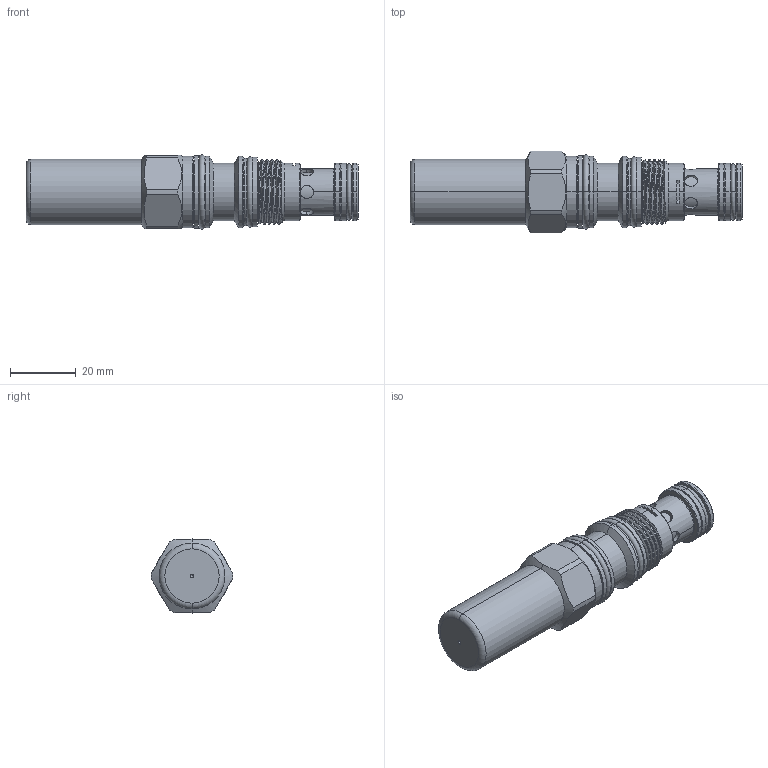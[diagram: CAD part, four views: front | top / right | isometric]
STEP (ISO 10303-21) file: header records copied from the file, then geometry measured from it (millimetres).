
FILE_DESCRIPTION (( 'STEP AP214' ), '1' );
FILE_NAME ('CB11A3B(3D)-40-C.STEP', '2016-04-14T03:35:51', ( '' ), ( '' ), 'SwSTEP 2.0', 'SolidWorks 2012', '' );
FILE_SCHEMA (( 'AUTOMOTIVE_DESIGN' ));
Length unit declared in the file: millimetre
Products named in the file (1): CB11A3B(3D)-40-C
Bounding box: 100.75 x 24.79 x 22.47 mm (x, y, z)
Volume: 24084.7 mm3; surface area: 11869.6 mm2
Topology: 2 solids, 4 shells, 283 faces, 658 edges, 408 vertices
Faces by surface type: cylinder 131, cone 59, plane 55, torus 34, bspline 4
Entity records: 12521 total; most frequent: CARTESIAN_POINT 6075, DIRECTION 1401, ORIENTED_EDGE 1312, EDGE_CURVE 656, AXIS2_PLACEMENT_3D 597, VERTEX_POINT 408, CIRCLE 317, EDGE_LOOP 316
